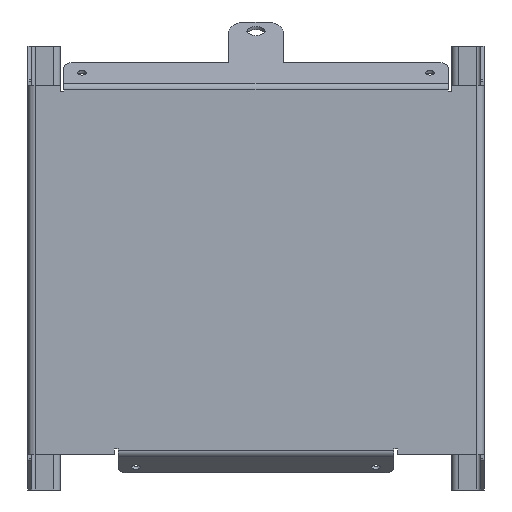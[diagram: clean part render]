
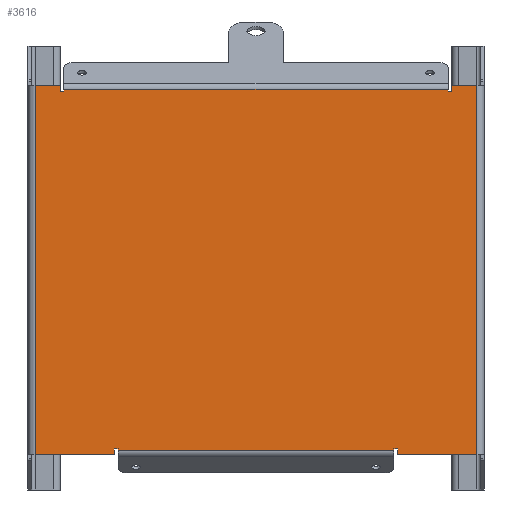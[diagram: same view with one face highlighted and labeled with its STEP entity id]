
A CAD part, front view. The second image highlights one B-rep face of the part: STEP entity #3616.
In plain terms, the highlighted planar face has unit normal (0, -1, 0).
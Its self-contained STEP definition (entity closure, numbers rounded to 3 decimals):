
#524=FACE_OUTER_BOUND('',#793,.T.);
#793=EDGE_LOOP('',(#3195,#3196,#3197,#3198,#3199,#3200,#3201,#3202,#3203,
#3204,#3205,#3206,#3207,#3208,#3209,#3210,#3211,#3212,#3213,#3214));
#1083=LINE('',#5962,#1416);
#1092=LINE('',#5989,#1425);
#1102=LINE('',#6015,#1435);
#1103=LINE('',#6017,#1436);
#1104=LINE('',#6019,#1437);
#1105=LINE('',#6021,#1438);
#1106=LINE('',#6023,#1439);
#1107=LINE('',#6025,#1440);
#1108=LINE('',#6027,#1441);
#1109=LINE('',#6029,#1442);
#1110=LINE('',#6030,#1443);
#1111=LINE('',#6032,#1444);
#1112=LINE('',#6034,#1445);
#1113=LINE('',#6036,#1446);
#1114=LINE('',#6038,#1447);
#1115=LINE('',#6040,#1448);
#1116=LINE('',#6042,#1449);
#1117=LINE('',#6044,#1450);
#1118=LINE('',#6046,#1451);
#1119=LINE('',#6047,#1452);
#1416=VECTOR('',#4918,10.);
#1425=VECTOR('',#4951,10.);
#1435=VECTOR('',#4983,10.);
#1436=VECTOR('',#4984,10.);
#1437=VECTOR('',#4985,10.);
#1438=VECTOR('',#4986,10.);
#1439=VECTOR('',#4987,10.);
#1440=VECTOR('',#4988,10.);
#1441=VECTOR('',#4989,10.);
#1442=VECTOR('',#4990,10.);
#1443=VECTOR('',#4991,10.);
#1444=VECTOR('',#4992,10.);
#1445=VECTOR('',#4993,10.);
#1446=VECTOR('',#4994,10.);
#1447=VECTOR('',#4995,10.);
#1448=VECTOR('',#4996,10.);
#1449=VECTOR('',#4997,10.);
#1450=VECTOR('',#4998,10.);
#1451=VECTOR('',#4999,10.);
#1452=VECTOR('',#5000,10.);
#1767=VERTEX_POINT('',#5959);
#1768=VERTEX_POINT('',#5961);
#1773=VERTEX_POINT('',#5986);
#1774=VERTEX_POINT('',#5988);
#1779=VERTEX_POINT('',#6014);
#1780=VERTEX_POINT('',#6016);
#1781=VERTEX_POINT('',#6018);
#1782=VERTEX_POINT('',#6020);
#1783=VERTEX_POINT('',#6022);
#1784=VERTEX_POINT('',#6024);
#1785=VERTEX_POINT('',#6026);
#1786=VERTEX_POINT('',#6028);
#1787=VERTEX_POINT('',#6031);
#1788=VERTEX_POINT('',#6033);
#1789=VERTEX_POINT('',#6035);
#1790=VERTEX_POINT('',#6037);
#1791=VERTEX_POINT('',#6039);
#1792=VERTEX_POINT('',#6041);
#1793=VERTEX_POINT('',#6043);
#1794=VERTEX_POINT('',#6045);
#2234=EDGE_CURVE('',#1768,#1767,#1083,.T.);
#2247=EDGE_CURVE('',#1774,#1773,#1092,.T.);
#2260=EDGE_CURVE('',#1779,#1767,#1102,.T.);
#2261=EDGE_CURVE('',#1779,#1780,#1103,.T.);
#2262=EDGE_CURVE('',#1780,#1781,#1104,.T.);
#2263=EDGE_CURVE('',#1781,#1782,#1105,.T.);
#2264=EDGE_CURVE('',#1782,#1783,#1106,.T.);
#2265=EDGE_CURVE('',#1783,#1784,#1107,.T.);
#2266=EDGE_CURVE('',#1784,#1785,#1108,.T.);
#2267=EDGE_CURVE('',#1785,#1786,#1109,.T.);
#2268=EDGE_CURVE('',#1774,#1786,#1110,.T.);
#2269=EDGE_CURVE('',#1773,#1787,#1111,.T.);
#2270=EDGE_CURVE('',#1787,#1788,#1112,.T.);
#2271=EDGE_CURVE('',#1788,#1789,#1113,.T.);
#2272=EDGE_CURVE('',#1789,#1790,#1114,.T.);
#2273=EDGE_CURVE('',#1790,#1791,#1115,.T.);
#2274=EDGE_CURVE('',#1791,#1792,#1116,.T.);
#2275=EDGE_CURVE('',#1792,#1793,#1117,.T.);
#2276=EDGE_CURVE('',#1793,#1794,#1118,.T.);
#2277=EDGE_CURVE('',#1794,#1768,#1119,.T.);
#3195=ORIENTED_EDGE('',*,*,#2234,.T.);
#3196=ORIENTED_EDGE('',*,*,#2260,.F.);
#3197=ORIENTED_EDGE('',*,*,#2261,.T.);
#3198=ORIENTED_EDGE('',*,*,#2262,.T.);
#3199=ORIENTED_EDGE('',*,*,#2263,.T.);
#3200=ORIENTED_EDGE('',*,*,#2264,.T.);
#3201=ORIENTED_EDGE('',*,*,#2265,.T.);
#3202=ORIENTED_EDGE('',*,*,#2266,.T.);
#3203=ORIENTED_EDGE('',*,*,#2267,.T.);
#3204=ORIENTED_EDGE('',*,*,#2268,.F.);
#3205=ORIENTED_EDGE('',*,*,#2247,.T.);
#3206=ORIENTED_EDGE('',*,*,#2269,.T.);
#3207=ORIENTED_EDGE('',*,*,#2270,.T.);
#3208=ORIENTED_EDGE('',*,*,#2271,.T.);
#3209=ORIENTED_EDGE('',*,*,#2272,.T.);
#3210=ORIENTED_EDGE('',*,*,#2273,.T.);
#3211=ORIENTED_EDGE('',*,*,#2274,.T.);
#3212=ORIENTED_EDGE('',*,*,#2275,.T.);
#3213=ORIENTED_EDGE('',*,*,#2276,.T.);
#3214=ORIENTED_EDGE('',*,*,#2277,.T.);
#3427=PLANE('',#3994);
#3616=ADVANCED_FACE('',(#524),#3427,.T.);
#3994=AXIS2_PLACEMENT_3D('',#6013,#4981,#4982);
#4918=DIRECTION('',(0.,0.,1.));
#4951=DIRECTION('',(0.,0.,-1.));
#4981=DIRECTION('center_axis',(0.,-1.,0.));
#4982=DIRECTION('ref_axis',(0.,0.,1.));
#4983=DIRECTION('',(1.,0.,0.));
#4984=DIRECTION('',(0.,0.,-1.));
#4985=DIRECTION('',(-1.,0.,0.));
#4986=DIRECTION('',(0.,0.,1.));
#4987=DIRECTION('',(-1.,0.,0.));
#4988=DIRECTION('',(0.,0.,-1.));
#4989=DIRECTION('',(-1.,0.,0.));
#4990=DIRECTION('',(0.,0.,1.));
#4991=DIRECTION('',(1.,0.,0.));
#4992=DIRECTION('',(1.,0.,0.));
#4993=DIRECTION('',(0.,0.,1.));
#4994=DIRECTION('',(1.,0.,0.));
#4995=DIRECTION('',(0.,0.,-1.));
#4996=DIRECTION('',(1.,0.,0.));
#4997=DIRECTION('',(0.,0.,1.));
#4998=DIRECTION('',(1.,0.,0.));
#4999=DIRECTION('',(0.,0.,-1.));
#5000=DIRECTION('',(1.,0.,0.));
#5959=CARTESIAN_POINT('',(122.5,15.,109.5));
#5961=CARTESIAN_POINT('',(122.5,15.,-95.5));
#5962=CARTESIAN_POINT('',(122.5,15.,58.25));
#5986=CARTESIAN_POINT('',(-122.5,15.,-95.5));
#5988=CARTESIAN_POINT('',(-122.5,15.,109.5));
#5989=CARTESIAN_POINT('',(-122.5,15.,-44.25));
#6013=CARTESIAN_POINT('Origin',(-83.25,15.,7.));
#6014=CARTESIAN_POINT('',(108.5,15.,109.5));
#6015=CARTESIAN_POINT('',(-126.5,15.,109.5));
#6016=CARTESIAN_POINT('',(108.5,15.,106.191));
#6017=CARTESIAN_POINT('',(108.5,15.,56.595));
#6018=CARTESIAN_POINT('',(106.5,15.,106.191));
#6019=CARTESIAN_POINT('',(11.625,15.,106.191));
#6020=CARTESIAN_POINT('',(106.5,15.,107.191));
#6021=CARTESIAN_POINT('',(106.5,15.,58.25));
#6022=CARTESIAN_POINT('',(-106.5,15.,107.191));
#6023=CARTESIAN_POINT('',(-94.875,15.,107.191));
#6024=CARTESIAN_POINT('',(-106.5,15.,106.191));
#6025=CARTESIAN_POINT('',(-106.5,15.,56.595));
#6026=CARTESIAN_POINT('',(-108.5,15.,106.191));
#6027=CARTESIAN_POINT('',(-95.875,15.,106.191));
#6028=CARTESIAN_POINT('',(-108.5,15.,109.5));
#6029=CARTESIAN_POINT('',(-108.5,15.,58.25));
#6030=CARTESIAN_POINT('',(-126.5,15.,109.5));
#6031=CARTESIAN_POINT('',(-78.5,15.,-95.5));
#6032=CARTESIAN_POINT('',(-142.247,15.,-95.5));
#6033=CARTESIAN_POINT('',(-78.5,15.,-92.191));
#6034=CARTESIAN_POINT('',(-78.5,15.,-42.595));
#6035=CARTESIAN_POINT('',(-76.5,15.,-92.191));
#6036=CARTESIAN_POINT('',(-79.875,15.,-92.191));
#6037=CARTESIAN_POINT('',(-76.5,15.,-93.191));
#6038=CARTESIAN_POINT('',(-76.5,15.,-44.25));
#6039=CARTESIAN_POINT('',(76.5,15.,-93.191));
#6040=CARTESIAN_POINT('',(-3.375,15.,-93.191));
#6041=CARTESIAN_POINT('',(76.5,15.,-92.191));
#6042=CARTESIAN_POINT('',(76.5,15.,-42.595));
#6043=CARTESIAN_POINT('',(78.5,15.,-92.191));
#6044=CARTESIAN_POINT('',(-2.375,15.,-92.191));
#6045=CARTESIAN_POINT('',(78.5,15.,-95.5));
#6046=CARTESIAN_POINT('',(78.5,15.,-44.25));
#6047=CARTESIAN_POINT('',(-142.247,15.,-95.5));
